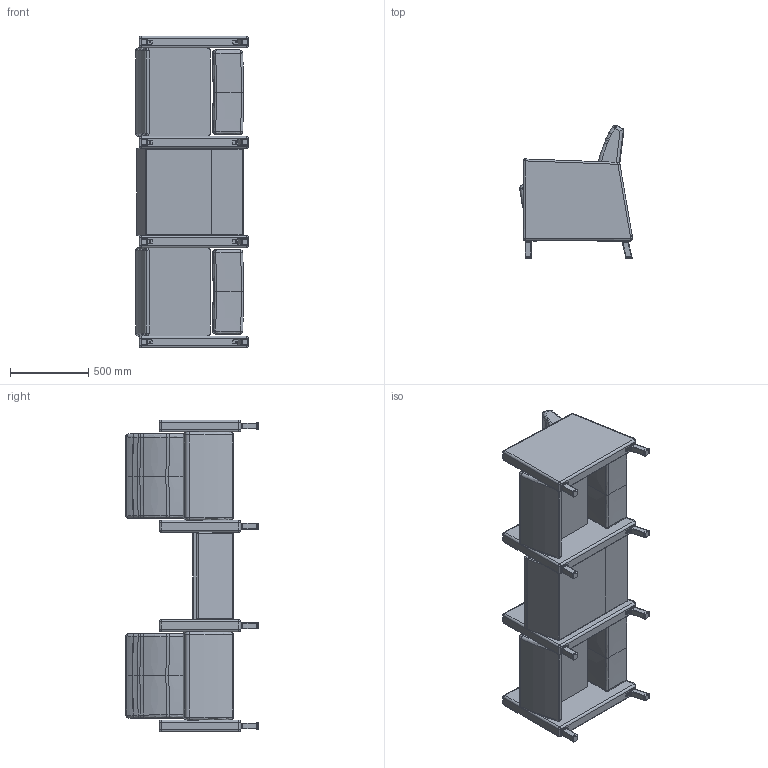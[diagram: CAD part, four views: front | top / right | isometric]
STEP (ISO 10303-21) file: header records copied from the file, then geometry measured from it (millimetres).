
FILE_DESCRIPTION(/* description */ (''),/* implementation_level */ '2;1');
FILE_NAME(/* name */ 'KMU20ITF.stp',/* time_stamp */ '2021-02-09T12:57:47-05:00',/* author */ ('jbosley'),/* organization */ (''),/* preprocessor_version */ 'ST-DEVELOPER v18',/* originating_system */ 'Autodesk Inventor 2020',/* authorisation */ '');
FILE_SCHEMA (('AUTOMOTIVE_DESIGN { 1 0 10303 214 3 1 1 }'));
Length unit declared in the file: inch
Products named in the file (17): KMU20ITF; KDIT GENERIC; KD UBASE; KDI TOP GENERIC; KOU10 SEAT; KOU10 NEW BACK; KMU10 ARM; LEG 4-1; LEG 4-1_1; LEG 4-1_2; LEG 4-1 TOP PLATE; LEG CAP 1.5-1 (GENERIC); LEG MBO11; LEG MBO11_1; LEG MBO11_2; LEG MBO11 TOP PLATE; LEG CAP KOL-1 (GENERIC)
Assembly tree (33 placements, depth 3):
  KMU20ITF
    KDIT GENERIC
      KD UBASE
      KDI TOP GENERIC
    KOU10 SEAT  x2
    KOU10 NEW BACK  x2
    KMU10 ARM  x4
    LEG 4-1  x4
      LEG 4-1_1
      LEG 4-1_2
      LEG 4-1 TOP PLATE
    LEG CAP 1.5-1 (GENERIC)  x4
    LEG MBO11  x4
      LEG MBO11_1
      LEG MBO11_2
      LEG MBO11 TOP PLATE
    LEG CAP KOL-1 (GENERIC)  x4
Bounding box: 719.3 x 850.85 x 1993.9 mm (x, y, z)
Volume: 382235060 mm3; surface area: 9701401 mm2
Topology: 66 solids, 66 shells, 1058 faces, 2398 edges, 1448 vertices
Faces by surface type: plane 455, cylinder 310, bspline 195, sphere 76, torus 22
Full cylindrical faces by diameter (mm): 9.525 x16
Entity records: 13860 total; most frequent: CARTESIAN_POINT 5562, ORIENTED_EDGE 1628, DIRECTION 1483, EDGE_CURVE 814, AXIS2_PLACEMENT_3D 559, VERTEX_POINT 484, EDGE_LOOP 374, FACE_OUTER_BOUND 365
